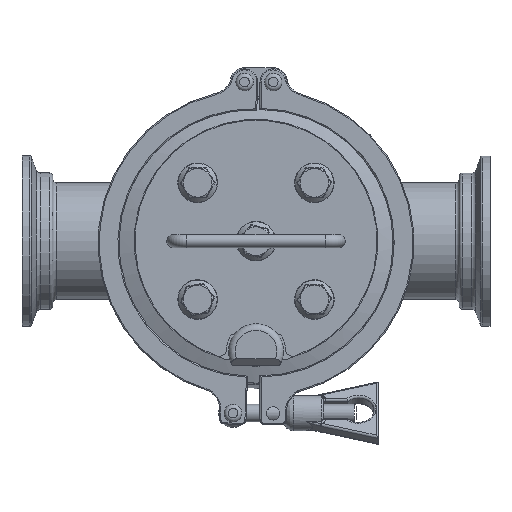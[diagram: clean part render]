
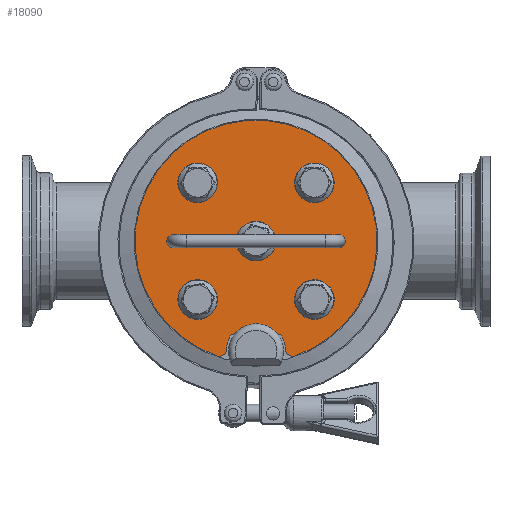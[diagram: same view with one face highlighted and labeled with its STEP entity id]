
A CAD part, front view. The second image highlights one B-rep face of the part: STEP entity #18090.
In plain terms, the highlighted planar face has unit normal (0, -1, 0).
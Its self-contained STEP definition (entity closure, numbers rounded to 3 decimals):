
#223=FACE_BOUND('',#3122,.T.);
#224=FACE_BOUND('',#3123,.T.);
#225=FACE_BOUND('',#3124,.T.);
#226=FACE_BOUND('',#3125,.T.);
#227=FACE_BOUND('',#3126,.T.);
#228=FACE_BOUND('',#3127,.T.);
#229=FACE_BOUND('',#3128,.T.);
#478=PLANE('',#20082);
#2045=FACE_OUTER_BOUND('',#3121,.T.);
#3121=EDGE_LOOP('',(#14455,#14456,#14457,#14458,#14459,#14460));
#3122=EDGE_LOOP('',(#14461));
#3123=EDGE_LOOP('',(#14462));
#3124=EDGE_LOOP('',(#14463,#14464));
#3125=EDGE_LOOP('',(#14465,#14466));
#3126=EDGE_LOOP('',(#14467));
#3127=EDGE_LOOP('',(#14468));
#3128=EDGE_LOOP('',(#14469));
#3989=CIRCLE('',#19216,3.);
#3990=CIRCLE('',#19218,55.);
#3991=CIRCLE('',#19221,3.);
#3992=CIRCLE('',#19223,13.5);
#3993=CIRCLE('',#19226,13.5);
#3994=CIRCLE('',#19228,3.05);
#3995=CIRCLE('',#19229,3.05);
#3996=CIRCLE('',#19231,3.05);
#3997=CIRCLE('',#19232,3.05);
#4522=CIRCLE('',#20075,8.45);
#4523=CIRCLE('',#20077,8.45);
#4524=CIRCLE('',#20079,8.45);
#4525=CIRCLE('',#20081,8.45);
#4526=CIRCLE('',#20083,8.45);
#5185=LINE('',#31588,#5884);
#5884=VECTOR('',#22599,10.);
#7007=VERTEX_POINT('',#31567);
#7008=VERTEX_POINT('',#31569);
#7009=VERTEX_POINT('',#31573);
#7010=VERTEX_POINT('',#31579);
#7011=VERTEX_POINT('',#31583);
#7012=VERTEX_POINT('',#31587);
#7013=VERTEX_POINT('',#31593);
#7014=VERTEX_POINT('',#31594);
#7015=VERTEX_POINT('',#31599);
#7016=VERTEX_POINT('',#31600);
#7612=VERTEX_POINT('',#34796);
#7613=VERTEX_POINT('',#34800);
#7614=VERTEX_POINT('',#34804);
#7615=VERTEX_POINT('',#34808);
#7616=VERTEX_POINT('',#34812);
#9063=EDGE_CURVE('',#7007,#7008,#3989,.T.);
#9066=EDGE_CURVE('',#7009,#7007,#3990,.T.);
#9068=EDGE_CURVE('',#7010,#7009,#3991,.T.);
#9070=EDGE_CURVE('',#7011,#7008,#3992,.T.);
#9072=EDGE_CURVE('',#7012,#7011,#5185,.T.);
#9074=EDGE_CURVE('',#7010,#7012,#3993,.T.);
#9075=EDGE_CURVE('',#7013,#7014,#3994,.T.);
#9076=EDGE_CURVE('',#7014,#7013,#3995,.T.);
#9078=EDGE_CURVE('',#7015,#7016,#3996,.T.);
#9079=EDGE_CURVE('',#7016,#7015,#3997,.T.);
#9993=EDGE_CURVE('',#7612,#7612,#4522,.T.);
#9995=EDGE_CURVE('',#7613,#7613,#4523,.T.);
#9997=EDGE_CURVE('',#7614,#7614,#4524,.T.);
#9999=EDGE_CURVE('',#7615,#7615,#4525,.T.);
#10001=EDGE_CURVE('',#7616,#7616,#4526,.T.);
#14455=ORIENTED_EDGE('',*,*,#9063,.F.);
#14456=ORIENTED_EDGE('',*,*,#9066,.F.);
#14457=ORIENTED_EDGE('',*,*,#9068,.F.);
#14458=ORIENTED_EDGE('',*,*,#9074,.T.);
#14459=ORIENTED_EDGE('',*,*,#9072,.T.);
#14460=ORIENTED_EDGE('',*,*,#9070,.T.);
#14461=ORIENTED_EDGE('',*,*,#9999,.T.);
#14462=ORIENTED_EDGE('',*,*,#9995,.T.);
#14463=ORIENTED_EDGE('',*,*,#9078,.T.);
#14464=ORIENTED_EDGE('',*,*,#9079,.T.);
#14465=ORIENTED_EDGE('',*,*,#9075,.T.);
#14466=ORIENTED_EDGE('',*,*,#9076,.T.);
#14467=ORIENTED_EDGE('',*,*,#9993,.T.);
#14468=ORIENTED_EDGE('',*,*,#9997,.T.);
#14469=ORIENTED_EDGE('',*,*,#10001,.T.);
#18090=ADVANCED_FACE('',(#2045,#223,#224,#225,#226,#227,#228,#229),#478,
 .F.);
#19216=AXIS2_PLACEMENT_3D('',#31570,#22576,#22577);
#19218=AXIS2_PLACEMENT_3D('',#31575,#22582,#22583);
#19221=AXIS2_PLACEMENT_3D('',#31580,#22589,#22590);
#19223=AXIS2_PLACEMENT_3D('',#31584,#22594,#22595);
#19226=AXIS2_PLACEMENT_3D('',#31591,#22603,#22604);
#19228=AXIS2_PLACEMENT_3D('',#31595,#22607,#22608);
#19229=AXIS2_PLACEMENT_3D('',#31596,#22609,#22610);
#19231=AXIS2_PLACEMENT_3D('',#31601,#22614,#22615);
#19232=AXIS2_PLACEMENT_3D('',#31602,#22616,#22617);
#20075=AXIS2_PLACEMENT_3D('',#34797,#24550,#24551);
#20077=AXIS2_PLACEMENT_3D('',#34801,#24555,#24556);
#20079=AXIS2_PLACEMENT_3D('',#34805,#24560,#24561);
#20081=AXIS2_PLACEMENT_3D('',#34809,#24565,#24566);
#20082=AXIS2_PLACEMENT_3D('',#34811,#24568,#24569);
#20083=AXIS2_PLACEMENT_3D('',#34813,#24570,#24571);
#22576=DIRECTION('center_axis',(0.,1.,0.));
#22577=DIRECTION('ref_axis',(-0.567,0.,-0.823));
#22582=DIRECTION('center_axis',(0.,1.,0.));
#22583=DIRECTION('ref_axis',(0.,0.,
1.));
#22589=DIRECTION('center_axis',(0.,1.,0.));
#22590=DIRECTION('ref_axis',(0.567,0.,-0.823));
#22594=DIRECTION('center_axis',(0.,1.,0.));
#22595=DIRECTION('ref_axis',(0.967,0.,-0.254));
#22599=DIRECTION('',(1.,0.,0.));
#22603=DIRECTION('center_axis',(0.,1.,0.));
#22604=DIRECTION('ref_axis',(-0.831,0.,0.556));
#22607=DIRECTION('center_axis',(0.,1.,0.));
#22608=DIRECTION('ref_axis',(0.,0.,
-1.));
#22609=DIRECTION('center_axis',(0.,1.,0.));
#22610=DIRECTION('ref_axis',(0.,0.,
-1.));
#22614=DIRECTION('center_axis',(0.,1.,0.));
#22615=DIRECTION('ref_axis',(0.,0.,
-1.));
#22616=DIRECTION('center_axis',(0.,1.,0.));
#22617=DIRECTION('ref_axis',(0.,0.,
-1.));
#24550=DIRECTION('center_axis',(0.,1.,0.));
#24551=DIRECTION('ref_axis',(0.218,0.,-0.976));
#24555=DIRECTION('center_axis',(0.,1.,0.));
#24556=DIRECTION('ref_axis',(0.,0.,
1.));
#24560=DIRECTION('center_axis',(0.,1.,0.));
#24561=DIRECTION('ref_axis',(0.86,0.,-0.511));
#24565=DIRECTION('center_axis',(0.,1.,0.));
#24566=DIRECTION('ref_axis',(0.,0.,
1.));
#24568=DIRECTION('center_axis',(0.,1.,0.));
#24569=DIRECTION('ref_axis',(0.,0.,
1.));
#24570=DIRECTION('center_axis',(0.,1.,0.));
#24571=DIRECTION('ref_axis',(0.479,0.,-0.878));
#31567=CARTESIAN_POINT('',(17.437,-51.8,-52.163));
#31569=CARTESIAN_POINT('',(13.488,-51.8,-49.442));
#31570=CARTESIAN_POINT('Origin',(16.486,-51.8,-49.317));
#31573=CARTESIAN_POINT('',(-17.437,-51.8,-52.163));
#31575=CARTESIAN_POINT('Origin',(0.,-51.8,
0.));
#31579=CARTESIAN_POINT('',(-13.488,-51.8,-49.442));
#31580=CARTESIAN_POINT('Origin',(-16.486,-51.8,-49.318));
#31583=CARTESIAN_POINT('',(11.225,-51.8,-42.5));
#31584=CARTESIAN_POINT('Origin',(0.,-51.8,
-50.));
#31587=CARTESIAN_POINT('',(-11.225,-51.8,-42.5));
#31588=CARTESIAN_POINT('',(-5.612,-51.8,-42.5));
#31591=CARTESIAN_POINT('Origin',(0.,-51.8,
-50.));
#31593=CARTESIAN_POINT('',(-37.5,-51.8,-3.05));
#31594=CARTESIAN_POINT('',(-37.5,-51.8,3.05));
#31595=CARTESIAN_POINT('Origin',(-37.5,-51.8,0.));
#31596=CARTESIAN_POINT('Origin',(-37.5,-51.8,0.));
#31599=CARTESIAN_POINT('',(37.5,-51.8,-3.05));
#31600=CARTESIAN_POINT('',(37.5,-51.8,3.05));
#31601=CARTESIAN_POINT('Origin',(37.5,-51.8,0.));
#31602=CARTESIAN_POINT('Origin',(37.5,-51.8,0.));
#34796=CARTESIAN_POINT('',(-28.357,-51.8,-18.269));
#34797=CARTESIAN_POINT('Origin',(-26.517,-51.8,-26.517));
#34800=CARTESIAN_POINT('',(26.517,-51.8,18.067));
#34801=CARTESIAN_POINT('Origin',(26.517,-51.8,26.517));
#34804=CARTESIAN_POINT('',(-33.781,-51.8,30.832));
#34805=CARTESIAN_POINT('Origin',(-26.517,-51.8,26.517));
#34808=CARTESIAN_POINT('',(26.517,-51.8,-34.967));
#34809=CARTESIAN_POINT('Origin',(26.517,-51.8,-26.517));
#34811=CARTESIAN_POINT('Origin',(0.,-51.8,
0.));
#34812=CARTESIAN_POINT('',(-4.047,-51.8,7.418));
#34813=CARTESIAN_POINT('Origin',(0.,-51.8,
0.));
